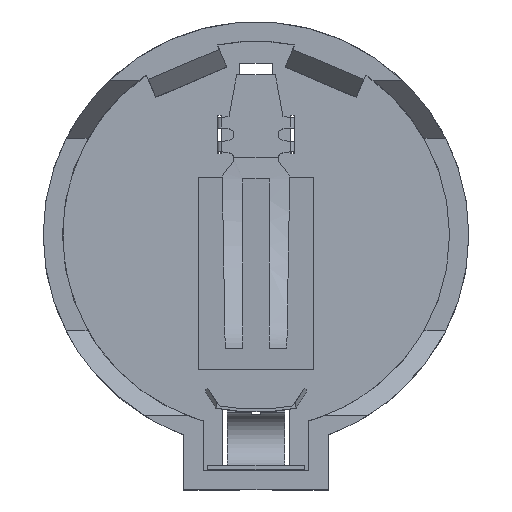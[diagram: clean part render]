
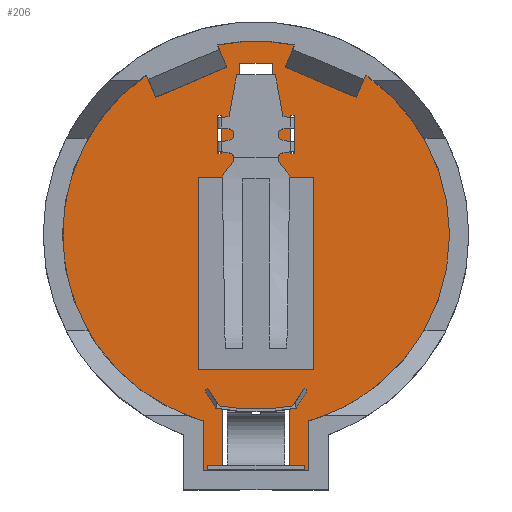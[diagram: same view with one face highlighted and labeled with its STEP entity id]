
A CAD part, top view. The second image highlights one B-rep face of the part: STEP entity #206.
In plain terms, the highlighted planar face has unit normal (0, 0, 1).
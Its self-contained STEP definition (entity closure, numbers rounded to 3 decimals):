
#58 = VERTEX_POINT('',#59);
#59 = CARTESIAN_POINT('',(-1.8,4.2,1.));
#65 = EDGE_CURVE('',#66,#58,#68,.T.);
#66 = VERTEX_POINT('',#67);
#67 = CARTESIAN_POINT('',(-1.8,6.2,1.));
#68 = LINE('',#69,#70);
#69 = CARTESIAN_POINT('',(-1.8,1.765,1.));
#70 = VECTOR('',#71,1.);
#71 = DIRECTION('',(0.,-1.,0.));
#188 = VERTEX_POINT('',#189);
#189 = CARTESIAN_POINT('',(-2.,4.2,1.));
#195 = EDGE_CURVE('',#58,#188,#196,.T.);
#196 = LINE('',#197,#198);
#197 = CARTESIAN_POINT('',(-1.,4.2,1.));
#198 = VECTOR('',#199,1.);
#199 = DIRECTION('',(-1.,0.,0.));
#206 = ADVANCED_FACE('',(#207,#357,#391,#425,#443),#477,.T.);
#207 = FACE_BOUND('',#208,.T.);
#208 = EDGE_LOOP('',(#209,#219,#228,#236,#244,#252,#260,#268,#276,#284,
    #293,#302,#310,#318,#326,#334,#343,#351));
#209 = ORIENTED_EDGE('',*,*,#210,.F.);
#210 = EDGE_CURVE('',#211,#213,#215,.T.);
#211 = VERTEX_POINT('',#212);
#212 = CARTESIAN_POINT('',(-5.683,8.289,1.));
#213 = VERTEX_POINT('',#214);
#214 = CARTESIAN_POINT('',(-5.196,7.138,1.));
#215 = LINE('',#216,#217);
#216 = CARTESIAN_POINT('',(-5.683,8.289,1.));
#217 = VECTOR('',#218,1.);
#218 = DIRECTION('',(0.39,-0.921,0.));
#219 = ORIENTED_EDGE('',*,*,#220,.T.);
#220 = EDGE_CURVE('',#211,#221,#223,.T.);
#221 = VERTEX_POINT('',#222);
#222 = CARTESIAN_POINT('',(-2.75,-9.666,1.));
#223 = CIRCLE('',#224,10.05);
#224 = AXIS2_PLACEMENT_3D('',#225,#226,#227);
#225 = CARTESIAN_POINT('',(0.,0.,1.));
#226 = DIRECTION('',(0.,0.,1.));
#227 = DIRECTION('',(1.,0.,0.));
#228 = ORIENTED_EDGE('',*,*,#229,.T.);
#229 = EDGE_CURVE('',#221,#230,#232,.T.);
#230 = VERTEX_POINT('',#231);
#231 = CARTESIAN_POINT('',(-2.75,-12.25,1.));
#232 = LINE('',#233,#234);
#233 = CARTESIAN_POINT('',(-2.75,-9.666,1.));
#234 = VECTOR('',#235,1.);
#235 = DIRECTION('',(0.,-1.,0.));
#236 = ORIENTED_EDGE('',*,*,#237,.T.);
#237 = EDGE_CURVE('',#230,#238,#240,.T.);
#238 = VERTEX_POINT('',#239);
#239 = CARTESIAN_POINT('',(-1.75,-12.25,1.));
#240 = LINE('',#241,#242);
#241 = CARTESIAN_POINT('',(-2.75,-12.25,1.));
#242 = VECTOR('',#243,1.);
#243 = DIRECTION('',(1.,0.,0.));
#244 = ORIENTED_EDGE('',*,*,#245,.F.);
#245 = EDGE_CURVE('',#246,#238,#248,.T.);
#246 = VERTEX_POINT('',#247);
#247 = CARTESIAN_POINT('',(-1.75,-9.,1.));
#248 = LINE('',#249,#250);
#249 = CARTESIAN_POINT('',(-1.75,-6.46,1.));
#250 = VECTOR('',#251,1.);
#251 = DIRECTION('',(0.,-1.,0.));
#252 = ORIENTED_EDGE('',*,*,#253,.F.);
#253 = EDGE_CURVE('',#254,#246,#256,.T.);
#254 = VERTEX_POINT('',#255);
#255 = CARTESIAN_POINT('',(1.75,-9.,1.));
#256 = LINE('',#257,#258);
#257 = CARTESIAN_POINT('',(0.,-9.,1.));
#258 = VECTOR('',#259,1.);
#259 = DIRECTION('',(-1.,0.,0.));
#260 = ORIENTED_EDGE('',*,*,#261,.F.);
#261 = EDGE_CURVE('',#262,#254,#264,.T.);
#262 = VERTEX_POINT('',#263);
#263 = CARTESIAN_POINT('',(1.75,-12.25,1.));
#264 = LINE('',#265,#266);
#265 = CARTESIAN_POINT('',(1.75,-4.835,1.));
#266 = VECTOR('',#267,1.);
#267 = DIRECTION('',(0.,1.,0.));
#268 = ORIENTED_EDGE('',*,*,#269,.T.);
#269 = EDGE_CURVE('',#262,#270,#272,.T.);
#270 = VERTEX_POINT('',#271);
#271 = CARTESIAN_POINT('',(2.75,-12.25,1.));
#272 = LINE('',#273,#274);
#273 = CARTESIAN_POINT('',(-2.75,-12.25,1.));
#274 = VECTOR('',#275,1.);
#275 = DIRECTION('',(1.,0.,0.));
#276 = ORIENTED_EDGE('',*,*,#277,.T.);
#277 = EDGE_CURVE('',#270,#278,#280,.T.);
#278 = VERTEX_POINT('',#279);
#279 = CARTESIAN_POINT('',(2.75,-9.666,1.));
#280 = LINE('',#281,#282);
#281 = CARTESIAN_POINT('',(2.75,-12.25,1.));
#282 = VECTOR('',#283,1.);
#283 = DIRECTION('',(0.,1.,0.));
#284 = ORIENTED_EDGE('',*,*,#285,.T.);
#285 = EDGE_CURVE('',#278,#286,#288,.T.);
#286 = VERTEX_POINT('',#287);
#287 = CARTESIAN_POINT('',(10.05,0.,1.));
#288 = CIRCLE('',#289,10.05);
#289 = AXIS2_PLACEMENT_3D('',#290,#291,#292);
#290 = CARTESIAN_POINT('',(0.,0.,1.));
#291 = DIRECTION('',(0.,0.,1.));
#292 = DIRECTION('',(1.,0.,0.));
#293 = ORIENTED_EDGE('',*,*,#294,.T.);
#294 = EDGE_CURVE('',#286,#295,#297,.T.);
#295 = VERTEX_POINT('',#296);
#296 = CARTESIAN_POINT('',(5.683,8.289,1.));
#297 = CIRCLE('',#298,10.05);
#298 = AXIS2_PLACEMENT_3D('',#299,#300,#301);
#299 = CARTESIAN_POINT('',(0.,0.,1.));
#300 = DIRECTION('',(0.,0.,1.));
#301 = DIRECTION('',(1.,0.,0.));
#302 = ORIENTED_EDGE('',*,*,#303,.F.);
#303 = EDGE_CURVE('',#304,#295,#306,.T.);
#304 = VERTEX_POINT('',#305);
#305 = CARTESIAN_POINT('',(5.41,7.644,1.));
#306 = LINE('',#307,#308);
#307 = CARTESIAN_POINT('',(5.41,7.644,1.));
#308 = VECTOR('',#309,1.);
#309 = DIRECTION('',(0.39,0.921,0.));
#310 = ORIENTED_EDGE('',*,*,#311,.T.);
#311 = EDGE_CURVE('',#304,#312,#314,.T.);
#312 = VERTEX_POINT('',#313);
#313 = CARTESIAN_POINT('',(5.196,7.138,1.));
#314 = LINE('',#315,#316);
#315 = CARTESIAN_POINT('',(3.398,2.895,1.));
#316 = VECTOR('',#317,1.);
#317 = DIRECTION('',(-0.39,-0.921,0.));
#318 = ORIENTED_EDGE('',*,*,#319,.T.);
#319 = EDGE_CURVE('',#312,#320,#322,.T.);
#320 = VERTEX_POINT('',#321);
#321 = CARTESIAN_POINT('',(1.512,8.698,1.));
#322 = LINE('',#323,#324);
#323 = CARTESIAN_POINT('',(2.553,8.257,1.));
#324 = VECTOR('',#325,1.);
#325 = DIRECTION('',(-0.921,0.39,0.));
#326 = ORIENTED_EDGE('',*,*,#327,.T.);
#327 = EDGE_CURVE('',#320,#328,#330,.T.);
#328 = VERTEX_POINT('',#329);
#329 = CARTESIAN_POINT('',(2.,9.849,1.));
#330 = LINE('',#331,#332);
#331 = CARTESIAN_POINT('',(-0.041,5.031,1.));
#332 = VECTOR('',#333,1.);
#333 = DIRECTION('',(0.39,0.921,0.));
#334 = ORIENTED_EDGE('',*,*,#335,.T.);
#335 = EDGE_CURVE('',#328,#336,#338,.T.);
#336 = VERTEX_POINT('',#337);
#337 = CARTESIAN_POINT('',(-2.,9.849,1.));
#338 = CIRCLE('',#339,10.05);
#339 = AXIS2_PLACEMENT_3D('',#340,#341,#342);
#340 = CARTESIAN_POINT('',(0.,0.,1.));
#341 = DIRECTION('',(0.,0.,1.));
#342 = DIRECTION('',(1.,0.,0.));
#343 = ORIENTED_EDGE('',*,*,#344,.T.);
#344 = EDGE_CURVE('',#336,#345,#347,.T.);
#345 = VERTEX_POINT('',#346);
#346 = CARTESIAN_POINT('',(-1.512,8.698,1.));
#347 = LINE('',#348,#349);
#348 = CARTESIAN_POINT('',(0.285,4.455,1.));
#349 = VECTOR('',#350,1.);
#350 = DIRECTION('',(0.39,-0.921,0.));
#351 = ORIENTED_EDGE('',*,*,#352,.T.);
#352 = EDGE_CURVE('',#345,#213,#353,.T.);
#353 = LINE('',#354,#355);
#354 = CARTESIAN_POINT('',(-4.395,7.477,1.));
#355 = VECTOR('',#356,1.);
#356 = DIRECTION('',(-0.921,-0.39,0.));
#357 = FACE_BOUND('',#358,.T.);
#358 = EDGE_LOOP('',(#359,#369,#377,#385));
#359 = ORIENTED_EDGE('',*,*,#360,.F.);
#360 = EDGE_CURVE('',#361,#363,#365,.T.);
#361 = VERTEX_POINT('',#362);
#362 = CARTESIAN_POINT('',(3.,-7.,1.));
#363 = VERTEX_POINT('',#364);
#364 = CARTESIAN_POINT('',(3.,3.,1.));
#365 = LINE('',#366,#367);
#366 = CARTESIAN_POINT('',(3.,-7.,1.));
#367 = VECTOR('',#368,1.);
#368 = DIRECTION('',(0.,1.,0.));
#369 = ORIENTED_EDGE('',*,*,#370,.T.);
#370 = EDGE_CURVE('',#361,#371,#373,.T.);
#371 = VERTEX_POINT('',#372);
#372 = CARTESIAN_POINT('',(-3.,-7.,1.));
#373 = LINE('',#374,#375);
#374 = CARTESIAN_POINT('',(3.,-7.,1.));
#375 = VECTOR('',#376,1.);
#376 = DIRECTION('',(-1.,0.,0.));
#377 = ORIENTED_EDGE('',*,*,#378,.T.);
#378 = EDGE_CURVE('',#371,#379,#381,.T.);
#379 = VERTEX_POINT('',#380);
#380 = CARTESIAN_POINT('',(-3.,3.,1.));
#381 = LINE('',#382,#383);
#382 = CARTESIAN_POINT('',(-3.,-7.,1.));
#383 = VECTOR('',#384,1.);
#384 = DIRECTION('',(0.,1.,0.));
#385 = ORIENTED_EDGE('',*,*,#386,.F.);
#386 = EDGE_CURVE('',#363,#379,#387,.T.);
#387 = LINE('',#388,#389);
#388 = CARTESIAN_POINT('',(3.,3.,1.));
#389 = VECTOR('',#390,1.);
#390 = DIRECTION('',(-1.,0.,0.));
#391 = FACE_BOUND('',#392,.T.);
#392 = EDGE_LOOP('',(#393,#403,#411,#419));
#393 = ORIENTED_EDGE('',*,*,#394,.T.);
#394 = EDGE_CURVE('',#395,#397,#399,.T.);
#395 = VERTEX_POINT('',#396);
#396 = CARTESIAN_POINT('',(0.85,8.9,1.));
#397 = VERTEX_POINT('',#398);
#398 = CARTESIAN_POINT('',(0.85,7.2,1.));
#399 = LINE('',#400,#401);
#400 = CARTESIAN_POINT('',(0.85,3.265,1.));
#401 = VECTOR('',#402,1.);
#402 = DIRECTION('',(0.,-1.,0.));
#403 = ORIENTED_EDGE('',*,*,#404,.T.);
#404 = EDGE_CURVE('',#397,#405,#407,.T.);
#405 = VERTEX_POINT('',#406);
#406 = CARTESIAN_POINT('',(-0.85,7.2,1.));
#407 = LINE('',#408,#409);
#408 = CARTESIAN_POINT('',(-0.425,7.2,1.));
#409 = VECTOR('',#410,1.);
#410 = DIRECTION('',(-1.,0.,0.));
#411 = ORIENTED_EDGE('',*,*,#412,.T.);
#412 = EDGE_CURVE('',#405,#413,#415,.T.);
#413 = VERTEX_POINT('',#414);
#414 = CARTESIAN_POINT('',(-0.85,8.9,1.));
#415 = LINE('',#416,#417);
#416 = CARTESIAN_POINT('',(-0.85,4.115,1.));
#417 = VECTOR('',#418,1.);
#418 = DIRECTION('',(0.,1.,0.));
#419 = ORIENTED_EDGE('',*,*,#420,.T.);
#420 = EDGE_CURVE('',#413,#395,#421,.T.);
#421 = LINE('',#422,#423);
#422 = CARTESIAN_POINT('',(0.425,8.9,1.));
#423 = VECTOR('',#424,1.);
#424 = DIRECTION('',(1.,0.,0.));
#425 = FACE_BOUND('',#426,.T.);
#426 = EDGE_LOOP('',(#427,#428,#429,#437));
#427 = ORIENTED_EDGE('',*,*,#65,.T.);
#428 = ORIENTED_EDGE('',*,*,#195,.T.);
#429 = ORIENTED_EDGE('',*,*,#430,.T.);
#430 = EDGE_CURVE('',#188,#431,#433,.T.);
#431 = VERTEX_POINT('',#432);
#432 = CARTESIAN_POINT('',(-2.,6.2,1.));
#433 = LINE('',#434,#435);
#434 = CARTESIAN_POINT('',(-2.,2.765,1.));
#435 = VECTOR('',#436,1.);
#436 = DIRECTION('',(0.,1.,0.));
#437 = ORIENTED_EDGE('',*,*,#438,.T.);
#438 = EDGE_CURVE('',#431,#66,#439,.T.);
#439 = LINE('',#440,#441);
#440 = CARTESIAN_POINT('',(-0.9,6.2,1.));
#441 = VECTOR('',#442,1.);
#442 = DIRECTION('',(1.,0.,0.));
#443 = FACE_BOUND('',#444,.T.);
#444 = EDGE_LOOP('',(#445,#455,#463,#471));
#445 = ORIENTED_EDGE('',*,*,#446,.T.);
#446 = EDGE_CURVE('',#447,#449,#451,.T.);
#447 = VERTEX_POINT('',#448);
#448 = CARTESIAN_POINT('',(2.,6.2,1.));
#449 = VERTEX_POINT('',#450);
#450 = CARTESIAN_POINT('',(2.,4.2,1.));
#451 = LINE('',#452,#453);
#452 = CARTESIAN_POINT('',(2.,1.765,1.));
#453 = VECTOR('',#454,1.);
#454 = DIRECTION('',(0.,-1.,0.));
#455 = ORIENTED_EDGE('',*,*,#456,.T.);
#456 = EDGE_CURVE('',#449,#457,#459,.T.);
#457 = VERTEX_POINT('',#458);
#458 = CARTESIAN_POINT('',(1.8,4.2,1.));
#459 = LINE('',#460,#461);
#460 = CARTESIAN_POINT('',(0.9,4.2,1.));
#461 = VECTOR('',#462,1.);
#462 = DIRECTION('',(-1.,0.,0.));
#463 = ORIENTED_EDGE('',*,*,#464,.T.);
#464 = EDGE_CURVE('',#457,#465,#467,.T.);
#465 = VERTEX_POINT('',#466);
#466 = CARTESIAN_POINT('',(1.8,6.2,1.));
#467 = LINE('',#468,#469);
#468 = CARTESIAN_POINT('',(1.8,2.765,1.));
#469 = VECTOR('',#470,1.);
#470 = DIRECTION('',(0.,1.,0.));
#471 = ORIENTED_EDGE('',*,*,#472,.T.);
#472 = EDGE_CURVE('',#465,#447,#473,.T.);
#473 = LINE('',#474,#475);
#474 = CARTESIAN_POINT('',(1.,6.2,1.));
#475 = VECTOR('',#476,1.);
#476 = DIRECTION('',(1.,0.,0.));
#477 = PLANE('',#478);
#478 = AXIS2_PLACEMENT_3D('',#479,#480,#481);
#479 = CARTESIAN_POINT('',(0.118,-1.158,1.));
#480 = DIRECTION('',(0.,0.,1.));
#481 = DIRECTION('',(1.,0.,0.));
